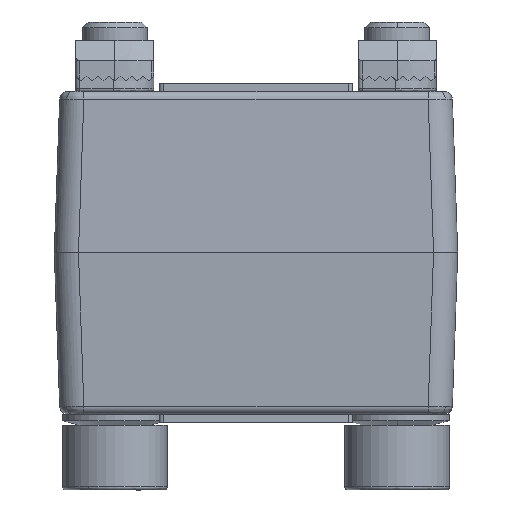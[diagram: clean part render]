
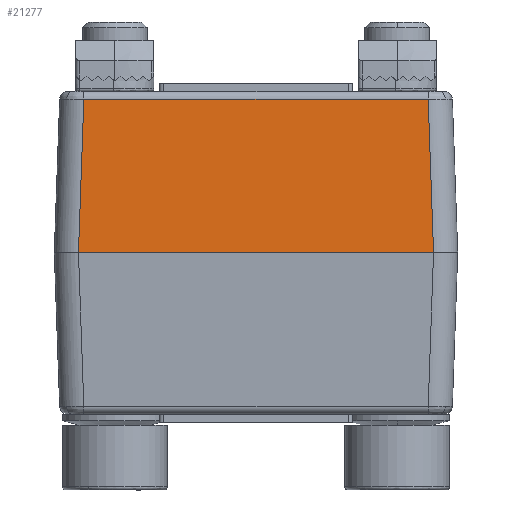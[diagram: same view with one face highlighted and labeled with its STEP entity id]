
A CAD part, left-side view. The second image highlights one B-rep face of the part: STEP entity #21277.
In plain terms, the highlighted planar face has unit normal (-0.999, 0, 0.035).
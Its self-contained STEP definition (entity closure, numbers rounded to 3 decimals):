
#4651 = VERTEX_POINT ( 'NONE', #22264 ) ;
#7384 = EDGE_CURVE ( 'NONE', #47206, #4651, #38998, .T. ) ;
#8909 = VECTOR ( 'NONE', #40649, 1000. ) ;
#9029 = LINE ( 'NONE', #38508, #39127 ) ;
#9163 = EDGE_CURVE ( 'NONE', #4651, #18490, #9904, .T. ) ;
#9904 = LINE ( 'NONE', #41162, #30821 ) ;
#11031 = DIRECTION ( 'NONE',  ( 0., -1., 0. ) ) ;
#11858 = ORIENTED_EDGE ( 'NONE', *, *, #9163, .T. ) ;
#12333 = EDGE_CURVE ( 'NONE', #47206, #48627, #9029, .T. ) ;
#12391 = CARTESIAN_POINT ( 'NONE',  ( 0.665, 21.337, 19.035 ) ) ;
#17572 = DIRECTION ( 'NONE',  ( 0., -1., 0. ) ) ;
#18490 = VERTEX_POINT ( 'NONE', #40240 ) ;
#19109 = VECTOR ( 'NONE', #27941, 1000. ) ;
#20686 = DIRECTION ( 'NONE',  ( -0.999, 0., 0.035 ) ) ;
#21203 = EDGE_CURVE ( 'NONE', #18490, #48627, #50507, .T. ) ;
#21277 = ADVANCED_FACE ( 'NONE', ( #45541 ), #40111, .T. ) ;
#22264 = CARTESIAN_POINT ( 'NONE',  ( 0., 22.002, 0. ) ) ;
#26160 = CARTESIAN_POINT ( 'NONE',  ( 0.665, -21.337, 19.035 ) ) ;
#27941 = DIRECTION ( 'NONE',  ( 0.035, 0.035, 0.999 ) ) ;
#30716 = ORIENTED_EDGE ( 'NONE', *, *, #21203, .T. ) ;
#30821 = VECTOR ( 'NONE', #17572, 1000. ) ;
#38508 = CARTESIAN_POINT ( 'NONE',  ( 0.665, -25., 19.035 ) ) ;
#38998 = LINE ( 'NONE', #44784, #8909 ) ;
#39127 = VECTOR ( 'NONE', #11031, 1000. ) ;
#40111 = PLANE ( 'NONE',  #45719 ) ;
#40240 = CARTESIAN_POINT ( 'NONE',  ( 0., -22.002, 0. ) ) ;
#40649 = DIRECTION ( 'NONE',  ( -0.035, 0.035, -0.999 ) ) ;
#41162 = CARTESIAN_POINT ( 'NONE',  ( 0., 25., 0. ) ) ;
#42171 = ORIENTED_EDGE ( 'NONE', *, *, #12333, .F. ) ;
#42566 = ORIENTED_EDGE ( 'NONE', *, *, #7384, .T. ) ;
#43745 = CARTESIAN_POINT ( 'NONE',  ( 0., -22.002, 0. ) ) ;
#44053 = EDGE_LOOP ( 'NONE', ( #42566, #11858, #30716, #42171 ) ) ;
#44257 = CARTESIAN_POINT ( 'NONE',  ( 0., 25., 0. ) ) ;
#44784 = CARTESIAN_POINT ( 'NONE',  ( 0.665, 21.337, 19.035 ) ) ;
#45541 = FACE_OUTER_BOUND ( 'NONE', #44053, .T. ) ;
#45719 = AXIS2_PLACEMENT_3D ( 'NONE', #44257, #20686, #48202 ) ;
#47206 = VERTEX_POINT ( 'NONE', #12391 ) ;
#48202 = DIRECTION ( 'NONE',  ( 0.035, 0., 0.999 ) ) ;
#48627 = VERTEX_POINT ( 'NONE', #26160 ) ;
#50507 = LINE ( 'NONE', #43745, #19109 ) ;
